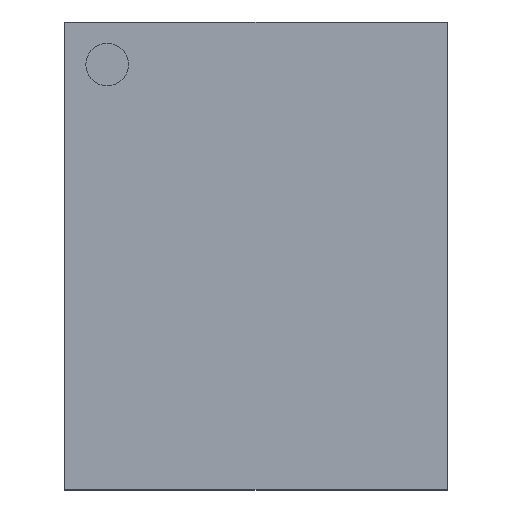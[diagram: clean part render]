
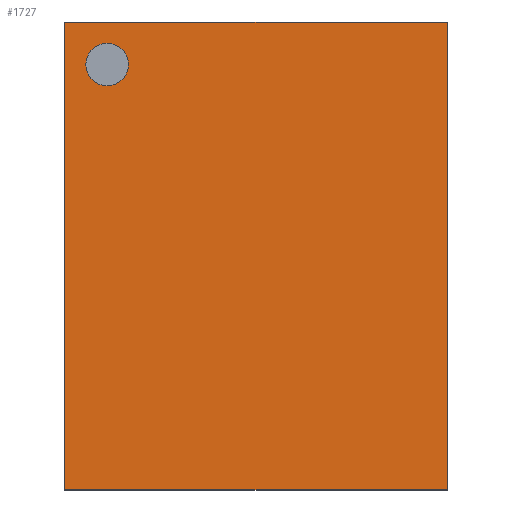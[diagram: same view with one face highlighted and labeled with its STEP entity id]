
A CAD part, top view. The second image highlights one B-rep face of the part: STEP entity #1727.
In plain terms, the highlighted planar face has unit normal (0, 0, 1).
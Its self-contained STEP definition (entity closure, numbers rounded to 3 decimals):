
#16=LINE($,#3320,#28);
#22=LINE($,#3332,#34);
#25=LINE($,#3337,#37);
#26=LINE($,#3339,#38);
#28=VECTOR($,#2836,11.);
#34=VECTOR($,#2844,11.);
#37=VECTOR($,#2851,9.);
#38=VECTOR($,#2854,9.);
#172=FACE_BOUND($,#697,.T.);
#432=FACE_OUTER_BOUND($,#696,.T.);
#696=EDGE_LOOP($,(#1384,#1385,#1386,#1387));
#697=EDGE_LOOP($,(#1388));
#830=CIRCLE($,#2180,0.5);
#960=VERTEX_POINT($,#3312);
#962=VERTEX_POINT($,#3317);
#963=VERTEX_POINT($,#3319);
#965=VERTEX_POINT($,#3325);
#968=VERTEX_POINT($,#3330);
#1098=EDGE_CURVE($,#960,#960,#830,.T.);
#1100=EDGE_CURVE($,#962,#963,#16,.T.);
#1106=EDGE_CURVE($,#968,#965,#22,.T.);
#1109=EDGE_CURVE($,#963,#968,#25,.T.);
#1110=EDGE_CURVE($,#962,#965,#26,.T.);
#1384=ORIENTED_EDGE($,*,*,#1110,.T.);
#1385=ORIENTED_EDGE($,*,*,#1106,.F.);
#1386=ORIENTED_EDGE($,*,*,#1109,.F.);
#1387=ORIENTED_EDGE($,*,*,#1100,.F.);
#1388=ORIENTED_EDGE($,*,*,#1098,.T.);
#1528=PLANE($,#2186);
#1727=ADVANCED_FACE($,(#432,#172),#1528,.F.);
#2180=AXIS2_PLACEMENT_3D($,#3313,#2829,#2830);
#2186=AXIS2_PLACEMENT_3D($,#3338,#2852,#2853);
#2829=DIRECTION('center_axis',(0.,0.,-1.));
#2830=DIRECTION('ref_axis',(1.,0.,0.));
#2836=DIRECTION($,(0.,1.,0.));
#2844=DIRECTION($,(0.,-1.,0.));
#2851=DIRECTION($,(1.,0.,0.));
#2852=DIRECTION('center_axis',(0.,0.,-1.));
#2853=DIRECTION('ref_axis',(1.,0.,0.));
#2854=DIRECTION($,(1.,0.,0.));
#3312=CARTESIAN_POINT('',(-3.,4.5,1.));
#3313=CARTESIAN_POINT('Origin',(-3.5,4.5,1.));
#3317=CARTESIAN_POINT('',(-4.5,-5.5,1.));
#3319=CARTESIAN_POINT('',(-4.5,5.5,1.));
#3320=CARTESIAN_POINT($,(-4.5,0.,1.));
#3325=CARTESIAN_POINT('',(4.5,-5.5,1.));
#3330=CARTESIAN_POINT('',(4.5,5.5,1.));
#3332=CARTESIAN_POINT($,(4.5,0.,1.));
#3337=CARTESIAN_POINT($,(0.,5.5,1.));
#3338=CARTESIAN_POINT('Origin',(0.,0.,1.));
#3339=CARTESIAN_POINT($,(0.,-5.5,1.));
